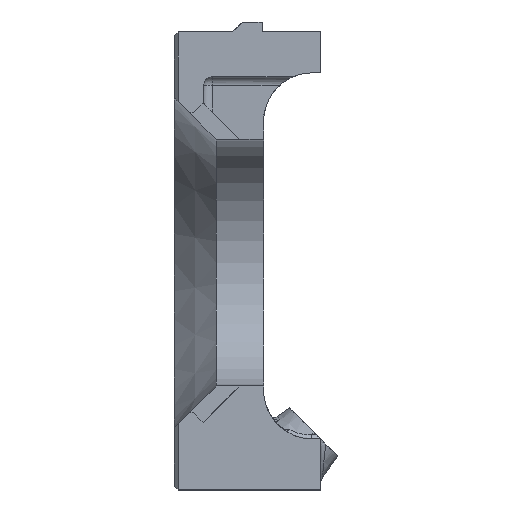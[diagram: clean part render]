
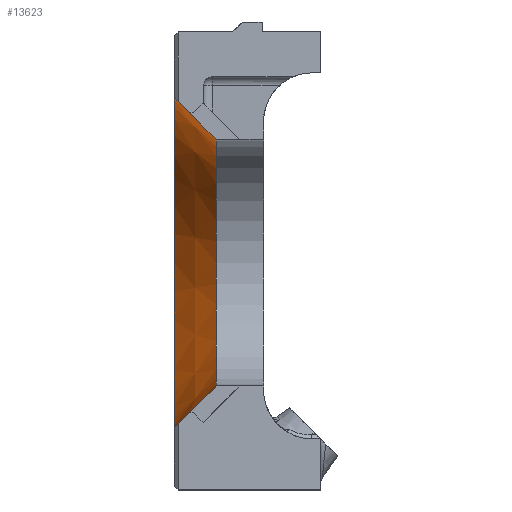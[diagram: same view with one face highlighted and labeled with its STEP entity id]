
A CAD part, left-side view. The second image highlights one B-rep face of the part: STEP entity #13623.
In plain terms, the highlighted conical face has half-angle 45 degrees and reference radius 6.937 mm.
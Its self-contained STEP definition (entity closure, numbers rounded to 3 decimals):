
#1667 = ORIENTED_EDGE ( 'NONE', *, *, #12055, .T. ) ;
#1700 = EDGE_CURVE ( 'NONE', #16760, #2221, #15697, .T. ) ;
#1912 = VERTEX_POINT ( 'NONE', #14991 ) ;
#2189 = CARTESIAN_POINT ( 'NONE',  ( -76.292, -16.937, -0.187 ) ) ;
#2221 = VERTEX_POINT ( 'NONE', #14630 ) ;
#2322 = EDGE_CURVE ( 'NONE', #1912, #16313, #13575, .T. ) ;
#2670 = EDGE_LOOP ( 'NONE', ( #6562, #1667, #12907, #13582, #13552, #11408 ) ) ;
#3303 = DIRECTION ( 'NONE',  ( 0., -0.707, 0.707 ) ) ;
#3401 = AXIS2_PLACEMENT_3D ( 'NONE', #12699, #6202, #7247 ) ;
#5303 = DIRECTION ( 'NONE',  ( 0., -0.707, -0.707 ) ) ;
#6018 = AXIS2_PLACEMENT_3D ( 'NONE', #7233, #14881, #12335 ) ;
#6202 = DIRECTION ( 'NONE',  ( 0., -1., 0. ) ) ;
#6208 = CIRCLE ( 'NONE', #3401, 12.646 ) ;
#6562 = ORIENTED_EDGE ( 'NONE', *, *, #6828, .F. ) ;
#6828 = EDGE_CURVE ( 'NONE', #10589, #16313, #14874, .T. ) ;
#7233 = CARTESIAN_POINT ( 'NONE',  ( -76.292, 0., -0.187 ) ) ;
#7247 = DIRECTION ( 'NONE',  ( 0., 0., 1. ) ) ;
#7371 = VECTOR ( 'NONE', #3303, 1000. ) ;
#8578 = CARTESIAN_POINT ( 'NONE',  ( -76.292, -1.55, -15.575 ) ) ;
#8624 = DIRECTION ( 'NONE',  ( 0., 1., 0. ) ) ;
#8844 = VECTOR ( 'NONE', #11579, 1000. ) ;
#9296 = VERTEX_POINT ( 'NONE', #14318 ) ;
#9593 = CARTESIAN_POINT ( 'NONE',  ( -76.292, -0.549, -16.576 ) ) ;
#10066 = EDGE_CURVE ( 'NONE', #9296, #16760, #6208, .T. ) ;
#10589 = VERTEX_POINT ( 'NONE', #8578 ) ;
#10703 = CARTESIAN_POINT ( 'NONE',  ( -76.292, -4.292, 12.458 ) ) ;
#11247 = FACE_OUTER_BOUND ( 'NONE', #2670, .T. ) ;
#11408 = ORIENTED_EDGE ( 'NONE', *, *, #2322, .T. ) ;
#11579 = DIRECTION ( 'NONE',  ( 0., 0.707, 0.707 ) ) ;
#11580 = VECTOR ( 'NONE', #5303, 1000. ) ;
#11981 = LINE ( 'NONE', #17313, #11580 ) ;
#12055 = EDGE_CURVE ( 'NONE', #10589, #9296, #14717, .T. ) ;
#12158 = DIRECTION ( 'NONE',  ( 0., 0.707, -0.707 ) ) ;
#12177 = AXIS2_PLACEMENT_3D ( 'NONE', #15213, #8624, #12668 ) ;
#12335 = DIRECTION ( 'NONE',  ( 0., 0., 1. ) ) ;
#12413 = EDGE_CURVE ( 'NONE', #1912, #2221, #11981, .T. ) ;
#12668 = DIRECTION ( 'NONE',  ( 0., 0., 1. ) ) ;
#12699 = CARTESIAN_POINT ( 'NONE',  ( -76.292, -4.292, -0.187 ) ) ;
#12901 = VECTOR ( 'NONE', #12158, 1000. ) ;
#12907 = ORIENTED_EDGE ( 'NONE', *, *, #10066, .T. ) ;
#13552 = ORIENTED_EDGE ( 'NONE', *, *, #12413, .F. ) ;
#13575 = CIRCLE ( 'NONE', #6018, 16.937 ) ;
#13582 = ORIENTED_EDGE ( 'NONE', *, *, #1700, .T. ) ;
#13623 = ADVANCED_FACE ( 'NONE', ( #11247 ), #13861, .F. ) ;
#13861 = CONICAL_SURFACE ( 'NONE', #12177, 6.937, 0.785 ) ;
#14318 = CARTESIAN_POINT ( 'NONE',  ( -76.292, -4.292, -12.833 ) ) ;
#14630 = CARTESIAN_POINT ( 'NONE',  ( -76.292, -1.55, 15.2 ) ) ;
#14717 = LINE ( 'NONE', #16713, #7371 ) ;
#14874 = LINE ( 'NONE', #9593, #12901 ) ;
#14881 = DIRECTION ( 'NONE',  ( 0., 1., 0. ) ) ;
#14991 = CARTESIAN_POINT ( 'NONE',  ( -76.292, 0., 16.75 ) ) ;
#15213 = CARTESIAN_POINT ( 'NONE',  ( -76.292, -10., -0.187 ) ) ;
#15681 = CARTESIAN_POINT ( 'NONE',  ( -76.292, 0., -17.125 ) ) ;
#15697 = LINE ( 'NONE', #2189, #8844 ) ;
#16313 = VERTEX_POINT ( 'NONE', #15681 ) ;
#16713 = CARTESIAN_POINT ( 'NONE',  ( -76.292, -16.937, -0.187 ) ) ;
#16760 = VERTEX_POINT ( 'NONE', #10703 ) ;
#17313 = CARTESIAN_POINT ( 'NONE',  ( -76.292, -1.55, 15.2 ) ) ;
